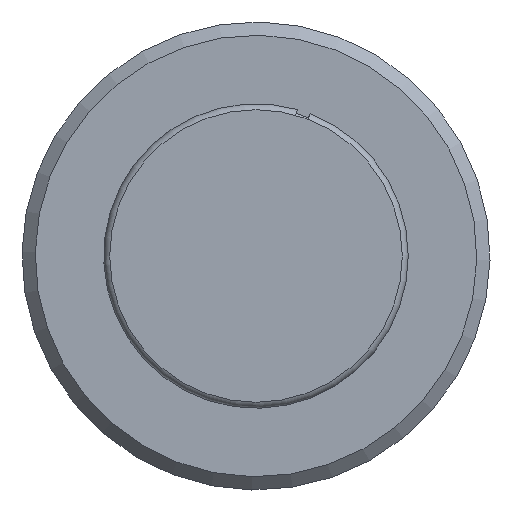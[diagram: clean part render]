
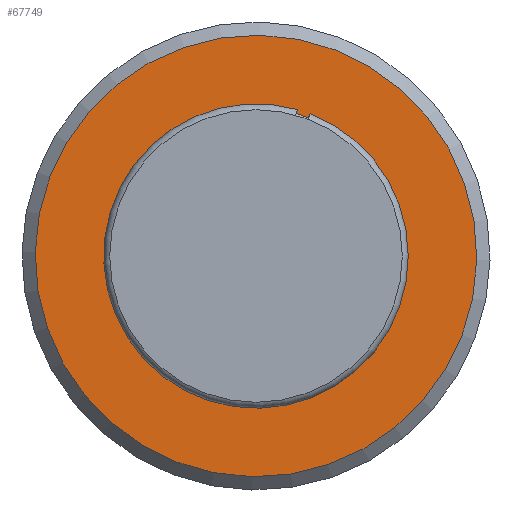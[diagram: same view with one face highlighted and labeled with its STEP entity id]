
A CAD part, left-side view. The second image highlights one B-rep face of the part: STEP entity #67749.
In plain terms, the highlighted planar face has unit normal (-1, 0, 0).
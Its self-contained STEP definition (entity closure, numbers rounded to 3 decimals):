
#116=CARTESIAN_POINT('',(3.2,-11.147,0.));
#117=VERTEX_POINT('',#116);
#118=CARTESIAN_POINT('',(3.2,0.0,0.0));
#119=DIRECTION('',(1.0,0.0,0.0));
#120=DIRECTION('',(0.0,1.0,0.0));
#121=AXIS2_PLACEMENT_3D('',#118,#119,#120);
#122=CIRCLE('',#121,11.147);
#123=EDGE_CURVE('',#117,#117,#122,.T.);
#67695=CARTESIAN_POINT('',(3.2,15.496,5.952));
#67696=VERTEX_POINT('',#67695);
#67697=CARTESIAN_POINT('',(3.2,0.,0.));
#67698=DIRECTION('',(1.0,0.,0.));
#67699=DIRECTION('',(0.,-0.933,-0.359));
#67700=AXIS2_PLACEMENT_3D('',#67697,#67698,#67699);
#67701=CIRCLE('',#67700,16.6);
#67702=EDGE_CURVE('',#67696,#67696,#67701,.T.);
#67738=CARTESIAN_POINT('',(3.2,13.349,5.128));
#67739=DIRECTION('',(-1.0,0.0,0.0));
#67740=DIRECTION('',(0.0,-0.359,0.933));
#67741=AXIS2_PLACEMENT_3D('',#67738,#67739,#67740);
#67742=PLANE('',#67741);
#67743=ORIENTED_EDGE('',*,*,#67702,.F.);
#67744=EDGE_LOOP('',(#67743));
#67745=FACE_OUTER_BOUND('',#67744,.T.);
#67746=ORIENTED_EDGE('',*,*,#123,.T.);
#67747=EDGE_LOOP('',(#67746));
#67748=FACE_BOUND('',#67747,.T.);
#67749=ADVANCED_FACE('',(#67745,#67748),#67742,.T.);
